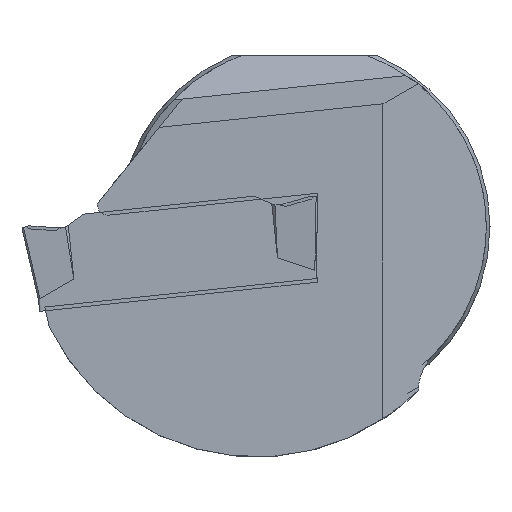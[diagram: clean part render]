
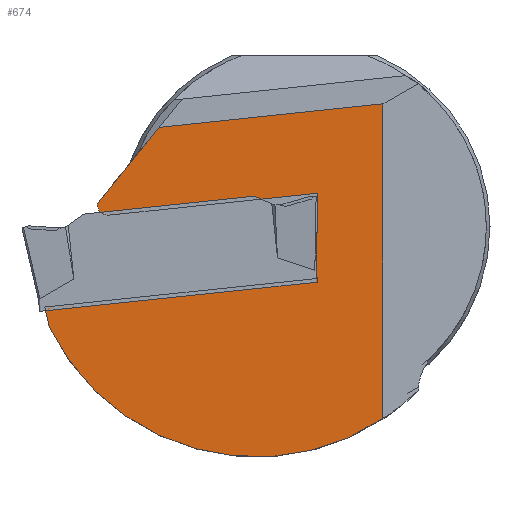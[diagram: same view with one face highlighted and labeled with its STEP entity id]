
A CAD part, left-side view. The second image highlights one B-rep face of the part: STEP entity #674.
In plain terms, the highlighted planar face has unit normal (-1, 0, 0).
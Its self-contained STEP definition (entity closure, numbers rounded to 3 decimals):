
#602=CIRCLE('',#2001,15.5);
#603=CIRCLE('',#2002,0.7);
#674=ADVANCED_FACE('',(#799),#734,.T.);
#734=PLANE('',#2003);
#799=FACE_OUTER_BOUND('',#871,.T.);
#871=EDGE_LOOP('',(#1209,#1210,#1211,#1212,#1213,#1214,#1215,#1216,#1217));
#1209=ORIENTED_EDGE('',*,*,#1609,.T.);
#1210=ORIENTED_EDGE('',*,*,#1610,.F.);
#1211=ORIENTED_EDGE('',*,*,#1611,.F.);
#1212=ORIENTED_EDGE('',*,*,#1612,.F.);
#1213=ORIENTED_EDGE('',*,*,#1613,.T.);
#1214=ORIENTED_EDGE('',*,*,#1614,.F.);
#1215=ORIENTED_EDGE('',*,*,#1615,.T.);
#1216=ORIENTED_EDGE('',*,*,#1616,.T.);
#1217=ORIENTED_EDGE('',*,*,#1617,.T.);
#1433=VERTEX_POINT('',#2846);
#1434=VERTEX_POINT('',#2847);
#1435=VERTEX_POINT('',#2849);
#1436=VERTEX_POINT('',#2851);
#1437=VERTEX_POINT('',#2853);
#1438=VERTEX_POINT('',#2855);
#1439=VERTEX_POINT('',#2857);
#1440=VERTEX_POINT('',#2859);
#1441=VERTEX_POINT('',#2861);
#1609=EDGE_CURVE('',#1433,#1434,#1752,.T.);
#1610=EDGE_CURVE('',#1435,#1434,#1753,.T.);
#1611=EDGE_CURVE('',#1436,#1435,#602,.T.);
#1612=EDGE_CURVE('',#1437,#1436,#1754,.T.);
#1613=EDGE_CURVE('',#1437,#1438,#1755,.T.);
#1614=EDGE_CURVE('',#1439,#1438,#1756,.T.);
#1615=EDGE_CURVE('',#1439,#1440,#603,.T.);
#1616=EDGE_CURVE('',#1440,#1441,#1757,.T.);
#1617=EDGE_CURVE('',#1441,#1433,#1758,.T.);
#1752=LINE('',#2845,#1879);
#1753=LINE('',#2848,#1880);
#1754=LINE('',#2852,#1881);
#1755=LINE('',#2854,#1882);
#1756=LINE('',#2856,#1883);
#1757=LINE('',#2860,#1884);
#1758=LINE('',#2862,#1885);
#1879=VECTOR('',#2322,1.);
#1880=VECTOR('',#2323,1.);
#1881=VECTOR('',#2326,1.);
#1882=VECTOR('',#2327,1.);
#1883=VECTOR('',#2328,1.);
#1884=VECTOR('',#2331,1.);
#1885=VECTOR('',#2332,1.);
#2001=AXIS2_PLACEMENT_3D('',#2850,#2324,#2325);
#2002=AXIS2_PLACEMENT_3D('',#2858,#2329,#2330);
#2003=AXIS2_PLACEMENT_3D('',#2863,#2333,#2334);
#2322=DIRECTION('',(0.,0.995,-0.105));
#2323=DIRECTION('',(0.,0.225,0.974));
#2324=DIRECTION('',(1.,0.,0.));
#2325=DIRECTION('',(0.,0.,1.));
#2326=DIRECTION('',(0.,0.,-1.));
#2327=DIRECTION('',(0.,0.995,-0.105));
#2328=DIRECTION('',(0.,-0.629,0.777));
#2329=DIRECTION('',(-1.,0.,0.));
#2330=DIRECTION('',(0.,-1.,0.));
#2331=DIRECTION('',(0.,-0.995,0.105));
#2332=DIRECTION('',(0.,0.017,-1.));
#2333=DIRECTION('',(-1.,0.,0.));
#2334=DIRECTION('',(0.,0.,1.));
#2845=CARTESIAN_POINT('',(0.3,3.603,-3.962));
#2846=CARTESIAN_POINT('',(0.3,-0.805,-3.499));
#2847=CARTESIAN_POINT('',(0.3,17.456,-5.418));
#2848=CARTESIAN_POINT('',(0.3,16.799,-8.265));
#2849=CARTESIAN_POINT('',(0.3,17.144,-6.768));
#2850=CARTESIAN_POINT('',(0.3,3.2,0.));
#2851=CARTESIAN_POINT('',(0.3,-5.3,-12.961));
#2852=CARTESIAN_POINT('',(0.3,-5.3,0.));
#2853=CARTESIAN_POINT('',(0.3,-5.3,8.26));
#2854=CARTESIAN_POINT('',(0.3,-17.992,9.594));
#2855=CARTESIAN_POINT('',(0.3,9.768,6.676));
#2856=CARTESIAN_POINT('',(0.3,1.64,16.714));
#2857=CARTESIAN_POINT('',(0.3,13.912,1.56));
#2858=CARTESIAN_POINT('',(0.3,13.218,1.462));
#2859=CARTESIAN_POINT('',(0.3,13.145,0.766));
#2860=CARTESIAN_POINT('',(0.3,4.851,1.638));
#2861=CARTESIAN_POINT('',(0.3,-0.905,2.243));
#2862=CARTESIAN_POINT('',(0.3,-0.872,0.322));
#2863=CARTESIAN_POINT('',(0.3,-19.,0.));
